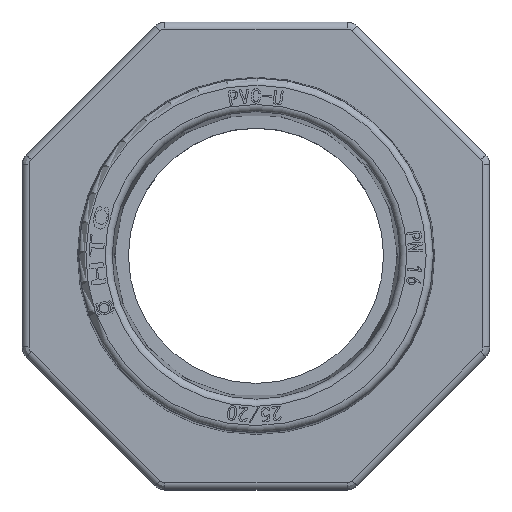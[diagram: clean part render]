
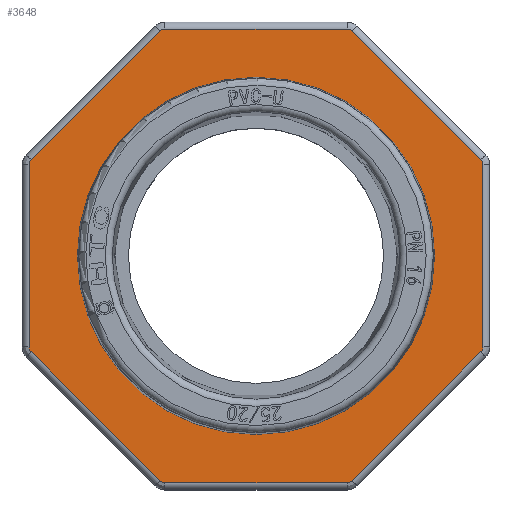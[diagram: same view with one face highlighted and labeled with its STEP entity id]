
A CAD part, top view. The second image highlights one B-rep face of the part: STEP entity #3648.
In plain terms, the highlighted planar face has unit normal (0, 0, 1).
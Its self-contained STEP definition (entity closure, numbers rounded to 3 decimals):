
#891=LINE('',#22328,#1614);
#892=LINE('',#22333,#1615);
#893=LINE('',#22337,#1616);
#894=LINE('',#22341,#1617);
#895=LINE('',#22345,#1618);
#896=LINE('',#22349,#1619);
#897=LINE('',#22353,#1620);
#898=LINE('',#22357,#1621);
#1614=VECTOR('',#14902,1.);
#1615=VECTOR('',#14905,1.);
#1616=VECTOR('',#14908,1.);
#1617=VECTOR('',#14911,1.);
#1618=VECTOR('',#14914,1.);
#1619=VECTOR('',#14917,1.);
#1620=VECTOR('',#14920,1.);
#1621=VECTOR('',#14923,1.);
#3648=ADVANCED_FACE('',(#5127,#5128),#4402,.T.);
#4402=PLANE('',#13974);
#5127=FACE_BOUND('',#5207,.T.);
#5128=FACE_BOUND('',#5208,.T.);
#5207=EDGE_LOOP('',(#6559,#6560,#6561,#6562,#6563,#6564,#6565,#6566,#6567,
#6568,#6569,#6570,#6571,#6572,#6573,#6574));
#5208=EDGE_LOOP('',(#6575));
#6559=ORIENTED_EDGE('',*,*,#12248,.T.);
#6560=ORIENTED_EDGE('',*,*,#12249,.T.);
#6561=ORIENTED_EDGE('',*,*,#12250,.T.);
#6562=ORIENTED_EDGE('',*,*,#12251,.T.);
#6563=ORIENTED_EDGE('',*,*,#12252,.T.);
#6564=ORIENTED_EDGE('',*,*,#12253,.T.);
#6565=ORIENTED_EDGE('',*,*,#12254,.T.);
#6566=ORIENTED_EDGE('',*,*,#12255,.T.);
#6567=ORIENTED_EDGE('',*,*,#12256,.T.);
#6568=ORIENTED_EDGE('',*,*,#12257,.T.);
#6569=ORIENTED_EDGE('',*,*,#12258,.T.);
#6570=ORIENTED_EDGE('',*,*,#12259,.T.);
#6571=ORIENTED_EDGE('',*,*,#12260,.T.);
#6572=ORIENTED_EDGE('',*,*,#12261,.T.);
#6573=ORIENTED_EDGE('',*,*,#12262,.T.);
#6574=ORIENTED_EDGE('',*,*,#12263,.T.);
#6575=ORIENTED_EDGE('',*,*,#12264,.F.);
#10819=VERTEX_POINT('',#22329);
#10820=VERTEX_POINT('',#22330);
#10821=VERTEX_POINT('',#22332);
#10822=VERTEX_POINT('',#22334);
#10823=VERTEX_POINT('',#22336);
#10824=VERTEX_POINT('',#22338);
#10825=VERTEX_POINT('',#22340);
#10826=VERTEX_POINT('',#22342);
#10827=VERTEX_POINT('',#22344);
#10828=VERTEX_POINT('',#22346);
#10829=VERTEX_POINT('',#22348);
#10830=VERTEX_POINT('',#22350);
#10831=VERTEX_POINT('',#22352);
#10832=VERTEX_POINT('',#22354);
#10833=VERTEX_POINT('',#22356);
#10834=VERTEX_POINT('',#22358);
#10835=VERTEX_POINT('',#22361);
#12248=EDGE_CURVE('',#10819,#10820,#891,.T.);
#12249=EDGE_CURVE('',#10820,#10821,#13844,.T.);
#12250=EDGE_CURVE('',#10821,#10822,#892,.T.);
#12251=EDGE_CURVE('',#10822,#10823,#13845,.T.);
#12252=EDGE_CURVE('',#10823,#10824,#893,.T.);
#12253=EDGE_CURVE('',#10824,#10825,#13846,.T.);
#12254=EDGE_CURVE('',#10825,#10826,#894,.T.);
#12255=EDGE_CURVE('',#10826,#10827,#13847,.T.);
#12256=EDGE_CURVE('',#10827,#10828,#895,.T.);
#12257=EDGE_CURVE('',#10828,#10829,#13848,.T.);
#12258=EDGE_CURVE('',#10829,#10830,#896,.T.);
#12259=EDGE_CURVE('',#10830,#10831,#13849,.T.);
#12260=EDGE_CURVE('',#10831,#10832,#897,.T.);
#12261=EDGE_CURVE('',#10832,#10833,#13850,.T.);
#12262=EDGE_CURVE('',#10833,#10834,#898,.T.);
#12263=EDGE_CURVE('',#10834,#10819,#13851,.T.);
#12264=EDGE_CURVE('',#10835,#10835,#13852,.T.);
#13844=CIRCLE('',#13965,0.5);
#13845=CIRCLE('',#13966,0.5);
#13846=CIRCLE('',#13967,0.5);
#13847=CIRCLE('',#13968,0.5);
#13848=CIRCLE('',#13969,0.5);
#13849=CIRCLE('',#13970,0.5);
#13850=CIRCLE('',#13971,0.5);
#13851=CIRCLE('',#13972,0.5);
#13852=CIRCLE('',#13973,12.6);
#13965=AXIS2_PLACEMENT_3D('',#22331,#14903,#14904);
#13966=AXIS2_PLACEMENT_3D('',#22335,#14906,#14907);
#13967=AXIS2_PLACEMENT_3D('',#22339,#14909,#14910);
#13968=AXIS2_PLACEMENT_3D('',#22343,#14912,#14913);
#13969=AXIS2_PLACEMENT_3D('',#22347,#14915,#14916);
#13970=AXIS2_PLACEMENT_3D('',#22351,#14918,#14919);
#13971=AXIS2_PLACEMENT_3D('',#22355,#14921,#14922);
#13972=AXIS2_PLACEMENT_3D('',#22359,#14924,#14925);
#13973=AXIS2_PLACEMENT_3D('',#22360,#14926,#14927);
#13974=AXIS2_PLACEMENT_3D('',#22362,#14928,#14929);
#14902=DIRECTION('',(1.,0.,0.));
#14903=DIRECTION('',(0.,0.,1.));
#14904=DIRECTION('',(1.,0.,0.));
#14905=DIRECTION('',(0.707,0.707,0.));
#14906=DIRECTION('',(0.,0.,1.));
#14907=DIRECTION('',(1.,0.,0.));
#14908=DIRECTION('',(0.,1.,0.));
#14909=DIRECTION('',(0.,0.,1.));
#14910=DIRECTION('',(1.,0.,0.));
#14911=DIRECTION('',(-0.707,0.707,0.));
#14912=DIRECTION('',(0.,0.,1.));
#14913=DIRECTION('',(1.,0.,0.));
#14914=DIRECTION('',(-1.,0.,0.));
#14915=DIRECTION('',(0.,0.,1.));
#14916=DIRECTION('',(1.,0.,0.));
#14917=DIRECTION('',(-0.707,-0.707,0.));
#14918=DIRECTION('',(0.,0.,1.));
#14919=DIRECTION('',(1.,0.,0.));
#14920=DIRECTION('',(0.,-1.,0.));
#14921=DIRECTION('',(0.,0.,1.));
#14922=DIRECTION('',(1.,0.,0.));
#14923=DIRECTION('',(0.707,-0.707,0.));
#14924=DIRECTION('',(0.,0.,1.));
#14925=DIRECTION('',(1.,0.,0.));
#14926=DIRECTION('',(0.,0.,1.));
#14927=DIRECTION('',(1.,0.,0.));
#14928=DIRECTION('',(0.,0.,1.));
#14929=DIRECTION('',(1.,0.,0.));
#22328=CARTESIAN_POINT('',(0.,-16.,27.));
#22329=CARTESIAN_POINT('',(-6.42,-16.,27.));
#22330=CARTESIAN_POINT('',(6.42,-16.,27.));
#22331=CARTESIAN_POINT('',(6.42,-15.5,27.));
#22332=CARTESIAN_POINT('',(6.774,-15.854,27.));
#22333=CARTESIAN_POINT('',(11.314,-11.314,27.));
#22334=CARTESIAN_POINT('',(15.854,-6.774,27.));
#22335=CARTESIAN_POINT('',(15.5,-6.42,27.));
#22336=CARTESIAN_POINT('',(16.,-6.42,27.));
#22337=CARTESIAN_POINT('',(16.,0.,27.));
#22338=CARTESIAN_POINT('',(16.,6.42,27.));
#22339=CARTESIAN_POINT('',(15.5,6.42,27.));
#22340=CARTESIAN_POINT('',(15.854,6.774,27.));
#22341=CARTESIAN_POINT('',(11.314,11.314,27.));
#22342=CARTESIAN_POINT('',(6.774,15.854,27.));
#22343=CARTESIAN_POINT('',(6.42,15.5,27.));
#22344=CARTESIAN_POINT('',(6.42,16.,27.));
#22345=CARTESIAN_POINT('',(0.,16.,27.));
#22346=CARTESIAN_POINT('',(-6.42,16.,27.));
#22347=CARTESIAN_POINT('',(-6.42,15.5,27.));
#22348=CARTESIAN_POINT('',(-6.774,15.854,27.));
#22349=CARTESIAN_POINT('',(-11.314,11.314,27.));
#22350=CARTESIAN_POINT('',(-15.854,6.774,27.));
#22351=CARTESIAN_POINT('',(-15.5,6.42,27.));
#22352=CARTESIAN_POINT('',(-16.,6.42,27.));
#22353=CARTESIAN_POINT('',(-16.,0.,27.));
#22354=CARTESIAN_POINT('',(-16.,-6.42,27.));
#22355=CARTESIAN_POINT('',(-15.5,-6.42,27.));
#22356=CARTESIAN_POINT('',(-15.854,-6.774,27.));
#22357=CARTESIAN_POINT('',(-11.314,-11.314,27.));
#22358=CARTESIAN_POINT('',(-6.774,-15.854,27.));
#22359=CARTESIAN_POINT('',(-6.42,-15.5,27.));
#22360=CARTESIAN_POINT('',(0.,0.,27.));
#22361=CARTESIAN_POINT('',(12.6,0.,27.));
#22362=CARTESIAN_POINT('',(0.,0.,27.));
